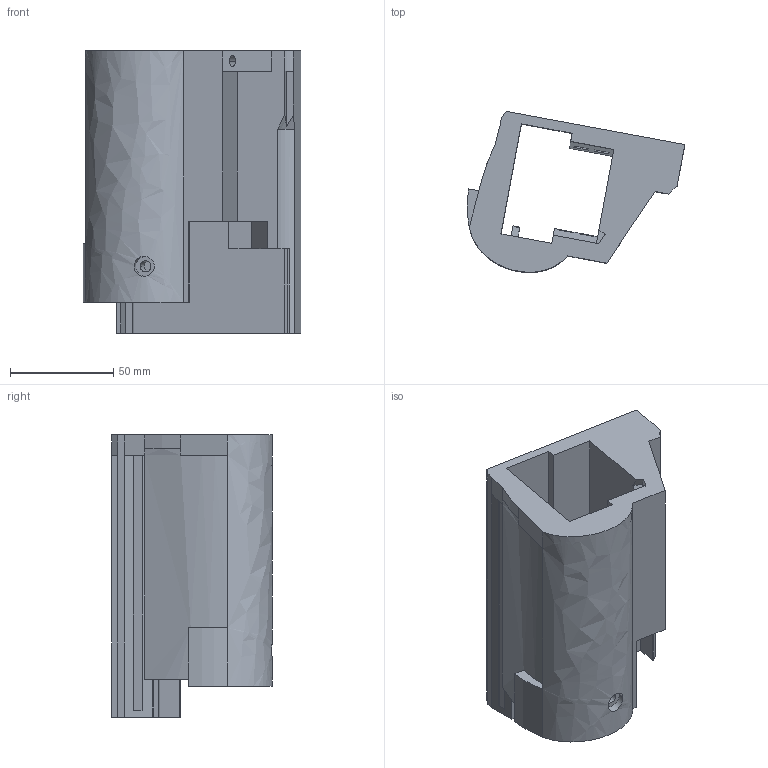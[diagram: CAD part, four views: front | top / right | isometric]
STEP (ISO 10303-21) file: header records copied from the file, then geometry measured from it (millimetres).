
FILE_DESCRIPTION (( 'STEP AP214' ), '1' );
FILE_NAME ('eye-middle-right_try_mirror.STEP', '2024-04-21T00:50:48', ( '' ), ( '' ), 'SwSTEP 2.0', 'SolidWorks 2023', '' );
FILE_SCHEMA (( 'AUTOMOTIVE_DESIGN' ));
Length unit declared in the file: millimetre
Products named in the file (1): eye-middle-right_try_mirror
Bounding box: 105.31 x 77.84 x 136.67 mm (x, y, z)
Volume: 299102 mm3; surface area: 72575.3 mm2
Topology: 1 solids, 1 shells, 135 faces, 371 edges, 243 vertices
Faces by surface type: plane 102, cylinder 28, bspline 4, cone 1
Entity records: 4509 total; most frequent: CARTESIAN_POINT 1009, ORIENTED_EDGE 742, DIRECTION 676, EDGE_CURVE 371, VECTOR 300, LINE 300, VERTEX_POINT 243, AXIS2_PLACEMENT_3D 188
